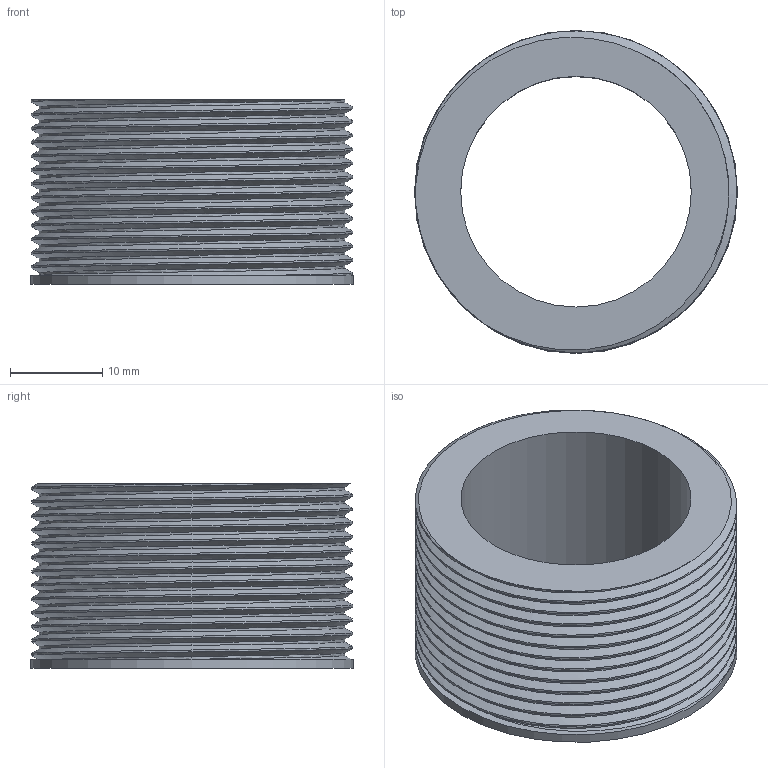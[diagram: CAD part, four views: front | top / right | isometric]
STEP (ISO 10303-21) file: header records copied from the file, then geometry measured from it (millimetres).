
FILE_DESCRIPTION(/* description */ (''),/* implementation_level */ '2;1');
FILE_NAME(/* name */ 'passe-coque_citerne_vis.step',/* time_stamp */ '2025-06-19T19:25:46+02:00',/* author */ (''),/* organization */ (''),/* preprocessor_version */ 'ST-DEVELOPER v20.1',/* originating_system */ 'Autodesk Translation Framework v14.10.0.0',/* authorisation */ '');
FILE_SCHEMA (('AUTOMOTIVE_DESIGN { 1 0 10303 214 3 1 1 }'));
Length unit declared in the file: millimetre
Products named in the file (1): passe-coque_citerne
Bounding box: 35 x 35 x 20 mm (x, y, z)
Volume: 8343.6 mm3; surface area: 5991.1 mm2
Topology: 1 solids, 1 shells, 35 faces, 96 edges, 64 vertices
Faces by surface type: cylinder 30, plane 3, bspline 2
Full cylindrical faces by diameter (mm): 25 x1, 33.132 x12, 34.85 x12, 35 x1
Entity records: 4323 total; most frequent: CARTESIAN_POINT 3507, ORIENTED_EDGE 192, DIRECTION 114, EDGE_CURVE 96, VERTEX_POINT 64, B_SPLINE_CURVE_WITH_KNOTS 59, AXIS2_PLACEMENT_3D 43, EDGE_LOOP 38
